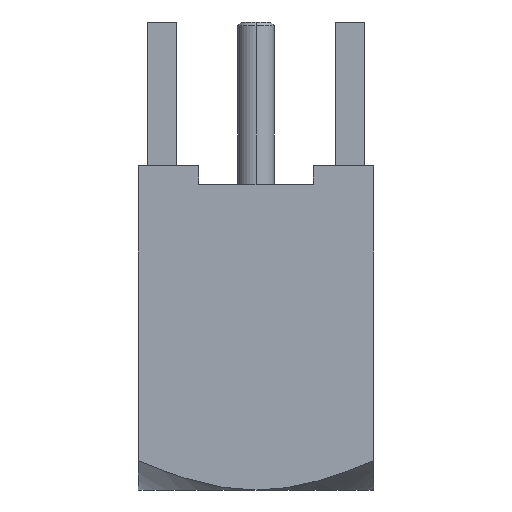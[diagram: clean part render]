
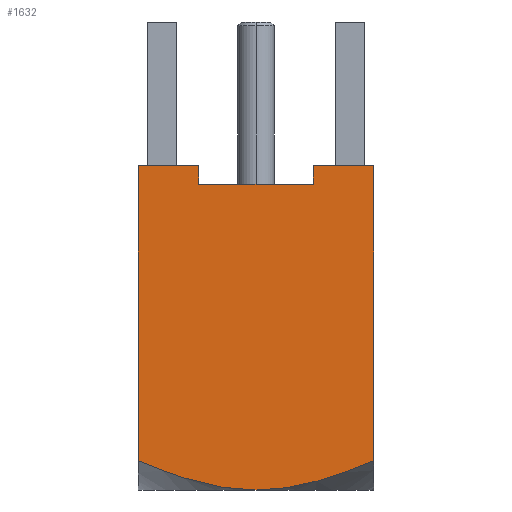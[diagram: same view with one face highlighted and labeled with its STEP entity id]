
A CAD part, front view. The second image highlights one B-rep face of the part: STEP entity #1632.
In plain terms, the highlighted planar face has unit normal (0, -1, 0).
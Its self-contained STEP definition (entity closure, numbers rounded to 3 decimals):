
#9=CARTESIAN_POINT('',(-3.2,-6.9,-5.555));
#403=DIRECTION('',(1.,0.,0.));
#404=VECTOR('',#403,1.65);
#405=CARTESIAN_POINT('',(1.55,-6.9,2.45));
#406=LINE('',#405,#404);
#415=DIRECTION('',(1.,0.,0.));
#416=VECTOR('',#415,1.65);
#417=CARTESIAN_POINT('',(-3.2,-6.9,2.45));
#418=LINE('',#417,#416);
#527=CARTESIAN_POINT('',(3.2,-6.9,-5.555));
#529=DIRECTION('',(0.,0.,1.));
#530=VECTOR('',#529,8.005);
#531=CARTESIAN_POINT('',(-3.2,-6.9,-5.555));
#532=LINE('',#531,#530);
#533=DIRECTION('',(1.,0.,0.));
#534=VECTOR('',#533,3.1);
#535=CARTESIAN_POINT('',(-1.55,-6.9,1.95));
#536=LINE('',#535,#534);
#537=DIRECTION('',(0.,0.,1.));
#538=VECTOR('',#537,0.5);
#539=CARTESIAN_POINT('',(1.55,-6.9,1.95));
#540=LINE('',#539,#538);
#541=DIRECTION('',(0.,0.,-1.));
#542=VECTOR('',#541,8.005);
#543=CARTESIAN_POINT('',(3.2,-6.9,2.45));
#544=LINE('',#543,#542);
#545=CARTESIAN_POINT('',(3.2,-6.9,-5.555));
#546=CARTESIAN_POINT('',(3.009,-6.9,-5.636));
#547=CARTESIAN_POINT('',(2.644,-6.9,-5.783));
#548=CARTESIAN_POINT('',(2.154,-6.9,-5.959));
#549=CARTESIAN_POINT('',(1.702,-6.9,-6.1));
#550=CARTESIAN_POINT('',(1.271,-6.9,-6.209));
#551=CARTESIAN_POINT('',(0.847,-6.9,-6.289));
#552=CARTESIAN_POINT('',(0.424,-6.9,-6.339));
#553=CARTESIAN_POINT('',(0.142,-6.9,-6.35));
#554=CARTESIAN_POINT('',(0.,-6.9,-6.35));
#556=CARTESIAN_POINT('',(0.,-6.9,-6.35));
#557=CARTESIAN_POINT('',(-0.143,-6.9,-6.35));
#558=CARTESIAN_POINT('',(-0.429,-6.9,-6.338));
#559=CARTESIAN_POINT('',(-0.856,-6.9,-6.288));
#560=CARTESIAN_POINT('',(-1.281,-6.9,-6.206));
#561=CARTESIAN_POINT('',(-1.713,-6.9,-6.096));
#562=CARTESIAN_POINT('',(-2.163,-6.9,-5.956));
#563=CARTESIAN_POINT('',(-2.649,-6.9,-5.781));
#564=CARTESIAN_POINT('',(-3.011,-6.9,-5.635));
#565=CARTESIAN_POINT('',(-3.2,-6.9,-5.555));
#567=DIRECTION('',(0.,0.,1.));
#568=VECTOR('',#567,0.5);
#569=CARTESIAN_POINT('',(-1.55,-6.9,1.95));
#570=LINE('',#569,#568);
#771=VERTEX_POINT('',#9);
#776=VERTEX_POINT('',#527);
#777=CARTESIAN_POINT('',(0.,-6.9,-6.35));
#778=VERTEX_POINT('',#777);
#833=CARTESIAN_POINT('',(3.2,-6.9,2.45));
#835=VERTEX_POINT('',#833);
#839=CARTESIAN_POINT('',(1.55,-6.9,2.45));
#840=VERTEX_POINT('',#839);
#841=CARTESIAN_POINT('',(-3.2,-6.9,2.45));
#842=CARTESIAN_POINT('',(-1.55,-6.9,2.45));
#843=VERTEX_POINT('',#841);
#844=VERTEX_POINT('',#842);
#865=CARTESIAN_POINT('',(1.55,-6.9,1.95));
#866=VERTEX_POINT('',#865);
#867=CARTESIAN_POINT('',(-1.55,-6.9,1.95));
#869=VERTEX_POINT('',#867);
#1612=CARTESIAN_POINT('',(-3.2,-6.9,1.95));
#1613=DIRECTION('',(0.,-1.,0.));
#1614=DIRECTION('',(0.,0.,-1.));
#1615=AXIS2_PLACEMENT_3D('',#1612,#1613,#1614);
#1616=PLANE('',#1615);
#1617=ORIENTED_EDGE('',*,*,#988,.T.);
#1618=ORIENTED_EDGE('',*,*,#1570,.T.);
#1620=ORIENTED_EDGE('',*,*,#1619,.F.);
#1621=ORIENTED_EDGE('',*,*,#1018,.T.);
#1623=ORIENTED_EDGE('',*,*,#1622,.T.);
#1624=ORIENTED_EDGE('',*,*,#1546,.T.);
#1625=ORIENTED_EDGE('',*,*,#1595,.T.);
#1627=ORIENTED_EDGE('',*,*,#1626,.T.);
#1629=ORIENTED_EDGE('',*,*,#1628,.T.);
#1630=EDGE_LOOP('',(#1617,#1618,#1620,#1621,#1623,#1624,#1625,#1627,#1629));
#1631=FACE_OUTER_BOUND('',#1630,.F.);
#555=B_SPLINE_CURVE_WITH_KNOTS('',3,(#545,#546,#547,#548,#549,#550,#551,#552,
#553,#554),.UNSPECIFIED.,.F.,.F.,(4,1,1,1,1,1,1,4),(0.,0.143,
0.286,0.429,0.571,0.714,
0.857,1.),.UNSPECIFIED.);
#566=B_SPLINE_CURVE_WITH_KNOTS('',3,(#556,#557,#558,#559,#560,#561,#562,#563,
#564,#565),.UNSPECIFIED.,.F.,.F.,(4,1,1,1,1,1,1,4),(0.,0.143,
0.286,0.429,0.571,0.714,
0.857,1.),.UNSPECIFIED.);
#988=EDGE_CURVE('',#771,#843,#532,.T.);
#1018=EDGE_CURVE('',#869,#866,#536,.T.);
#1546=EDGE_CURVE('',#840,#835,#406,.T.);
#1570=EDGE_CURVE('',#843,#844,#418,.T.);
#1595=EDGE_CURVE('',#835,#776,#544,.T.);
#1619=EDGE_CURVE('',#869,#844,#570,.T.);
#1622=EDGE_CURVE('',#866,#840,#540,.T.);
#1626=EDGE_CURVE('',#776,#778,#555,.T.);
#1628=EDGE_CURVE('',#778,#771,#566,.T.);
#1632=ADVANCED_FACE('',(#1631),#1616,.T.);
